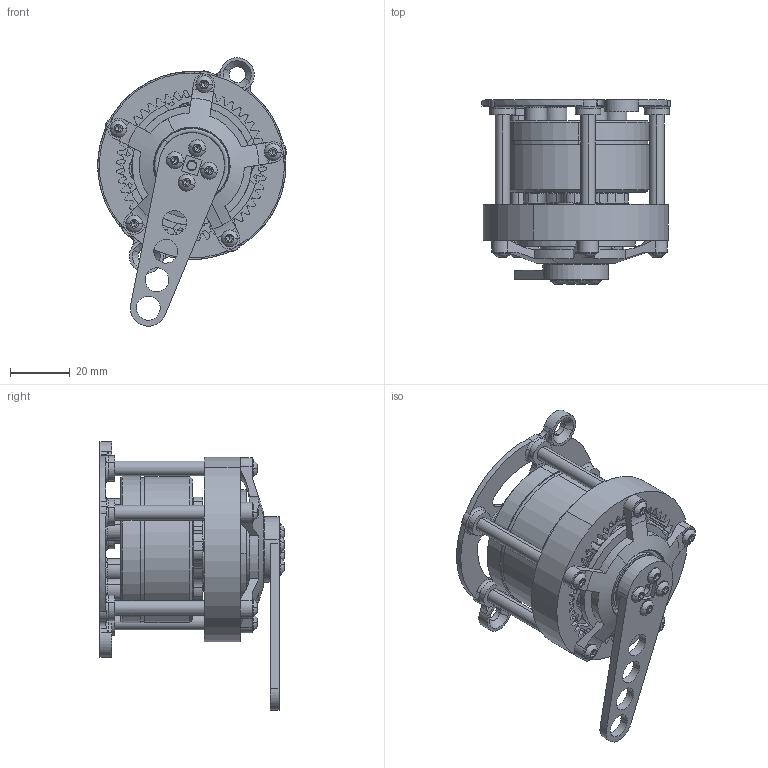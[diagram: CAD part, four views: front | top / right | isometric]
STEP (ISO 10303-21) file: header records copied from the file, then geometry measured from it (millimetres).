
FILE_DESCRIPTION (( 'STEP AP214' ), '1' );
FILE_NAME ('Assemblage.STEP', '2021-05-25T19:09:18', ( '' ), ( '' ), 'SwSTEP 2.0', 'SolidWorks 2016', '' );
FILE_SCHEMA (( 'AUTOMOTIVE_DESIGN' ));
Length unit declared in the file: millimetre
Products named in the file (24): radial ball bearing_68_iso_ISO 15 RBB - 1720 - 28,SI,NC,28_68; Cloche; HT4310_Socle; PlateauSortie; HT4310_Cage; AxeSortie; Bloc de sortie; Assemblage1^HubMoteur_Assemblage; socket button head screw_iso_ISO 7380 - M3 x 8 - 8N; HT4310_Assemblage; HubMoteur_Assemblage; Palonnier; Entretoise M3 x 30; SuppotBas; Assemblage; Plateau_Assemblage; Plateau; radial ball bearing_68_iso_ISO 15 RBB - 276 - 16,SI,NC,16_68; Bloc du bas^Assemblage; Satellite; HubMoteur M1x14x6bas; socket button head screw_iso_ISO 7380 - M3 x 6 - 6N; spur gear_iso_ISO - Spur gear 1M 16T 20PA 7FW ---S16A75H50L3.0N
Assembly tree (45 placements, depth 4):
  Assemblage
    HubMoteur_Assemblage
      Assemblage1^HubMoteur_Assemblage
        HubMoteur M1x14x6bas
        spur gear_iso_ISO - Spur gear 1M 16T 20PA 7FW ---S16A75H50L3.0N
      socket button head screw_iso_ISO 7380 - M3 x 6 - 6N  x4
    Bloc de sortie
      PlateauSortie
      AxeSortie
      Palonnier
      radial ball bearing_68_iso_ISO 15 RBB - 276 - 16,SI,NC,16_68  x4
      socket button head screw_iso_ISO 7380 - M3 x 8 - 8N  x4
      radial ball bearing_68_iso_ISO 15 RBB - 1720 - 28,SI,NC,28_68
      Satellite  x4
    Plateau_Assemblage
      Plateau
    HT4310_Assemblage
      HT4310_Socle
      HT4310_Cage
    Cloche
      Cloche
      socket button head screw_iso_ISO 7380 - M3 x 8 - 8N  x5
    Bloc du bas^Assemblage
      Entretoise M3 x 30  x5
      SuppotBas
    radial ball bearing_68_iso_ISO 15 RBB - 1720 - 28,SI,NC,28_68
Bounding box: 63.13 x 61.65 x 89.91 mm (x, y, z)
Volume: 88798.5 mm3; surface area: 59638.7 mm2
Topology: 38 solids, 38 shells, 1666 faces, 4262 edges, 2712 vertices
Faces by surface type: cylinder 1028, plane 377, torus 132, cone 99, sphere 26, bspline 4
Entity records: 33643 total; most frequent: DIRECTION 6363, CARTESIAN_POINT 5958, ORIENTED_EDGE 5338, AXIS2_PLACEMENT_3D 2708, EDGE_CURVE 2669, VERTEX_POINT 1729, CIRCLE 1652, EDGE_LOOP 1162
